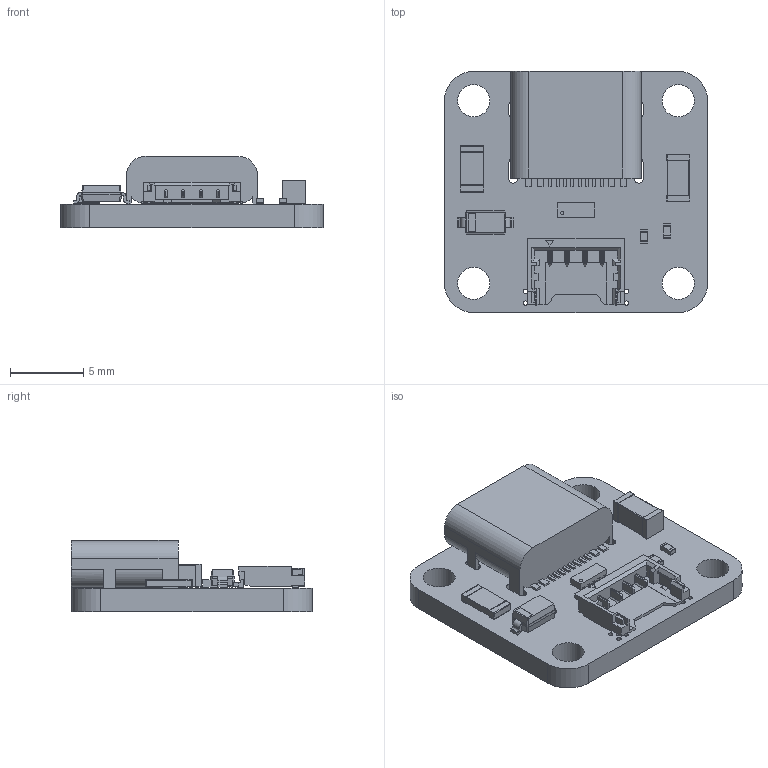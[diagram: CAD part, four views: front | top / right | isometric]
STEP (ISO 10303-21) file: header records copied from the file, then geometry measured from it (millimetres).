
FILE_DESCRIPTION(/* description */ (''),/* implementation_level */ '2;1');
FILE_NAME(/* name */ 'uDB-C4-3D-model.step',/* time_stamp */ '2023-01-17T12:48:28+09:00',/* author */ (''),/* organization */ (''),/* preprocessor_version */ 'ST-DEVELOPER v19.2',/* originating_system */ 'Autodesk Translation Framework v11.17.0.187',/* authorisation */ '');
FILE_SCHEMA (('AUTOMOTIVE_DESIGN { 1 0 10303 214 3 1 1 }'));
Length unit declared in the file: millimetre
Products named in the file (17): UDB-C4; Fuse_1206_3216Metric; SOLID; 781710004; SOLID (5); HRO  TYPE-C-31-M-12; SOLID (4); D_SOD-123; SOLID (3); L_1206_3216Metric; SOLID (2); _autosave-UDB PCB; R_0402_1005Metric; SOLID (1); uson; USON-10_2.5x1.0mm_P0.5mm; SOLID (3)_1
Assembly tree (17 placements, depth 4):
  UDB-C4
    Fuse_1206_3216Metric
      SOLID
    R_0402_1005Metric  x2
      SOLID (1)
    781710004
      SOLID (5)
    HRO  TYPE-C-31-M-12
      SOLID (4)
    D_SOD-123
      SOLID (3)
    L_1206_3216Metric
      SOLID (2)
    _autosave-UDB PCB
    uson
      USON-10_2.5x1.0mm_P0.5mm
        SOLID (3)_1
Bounding box: 18 x 16.5 x 4.86 mm (x, y, z)
Volume: 567.1 mm3; surface area: 1363.7 mm2
Topology: 9 solids, 9 shells, 649 faces, 1774 edges, 1154 vertices
Faces by surface type: plane 528, cylinder 111, cone 10
Full cylindrical faces by diameter (mm): 0.2 x1, 0.3 x10, 0.5 x2, 0.65 x2, 2.2 x4
Entity records: 20254 total; most frequent: CARTESIAN_POINT 3474, ORIENTED_EDGE 3412, DIRECTION 3252, EDGE_CURVE 1706, LINE 1476, VECTOR 1476, VERTEX_POINT 1110, AXIS2_PLACEMENT_3D 888
